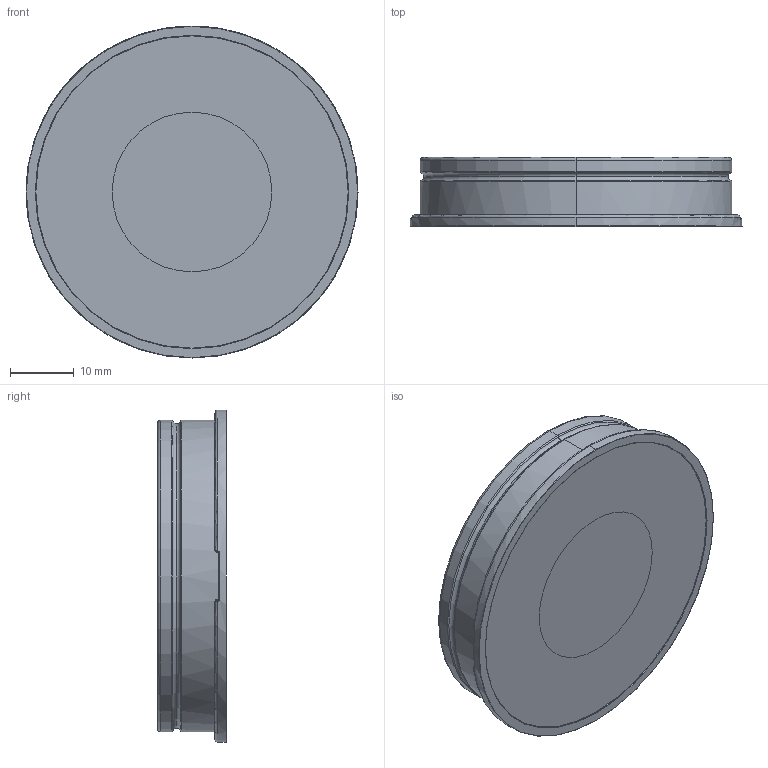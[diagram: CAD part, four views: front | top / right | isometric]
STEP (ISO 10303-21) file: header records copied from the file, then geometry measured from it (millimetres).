
FILE_DESCRIPTION (( 'STEP AP203' ), '1' );
FILE_NAME ('Base.STEP', '2018-01-20T01:05:29', ( 'Fastdrawing' ), ( '' ), 'SwSTEP 2.0', 'SolidWorks 2016', '' );
FILE_SCHEMA (( 'CONFIG_CONTROL_DESIGN' ));
Length unit declared in the file: millimetre
Products named in the file (1): Base
Bounding box: 51.99 x 10.8 x 51.99 mm (x, y, z)
Volume: 4429.6 mm3; surface area: 7316.5 mm2
Topology: 1 solids, 1 shells, 557 faces, 1387 edges, 822 vertices
Faces by surface type: bspline 148, cylinder 138, plane 116, torus 105, sphere 47, cone 3
Entity records: 23171 total; most frequent: CARTESIAN_POINT 10887, ORIENTED_EDGE 2680, DIRECTION 2334, EDGE_CURVE 1340, AXIS2_PLACEMENT_3D 909, VERTEX_POINT 822, EDGE_LOOP 594, FACE_OUTER_BOUND 557
